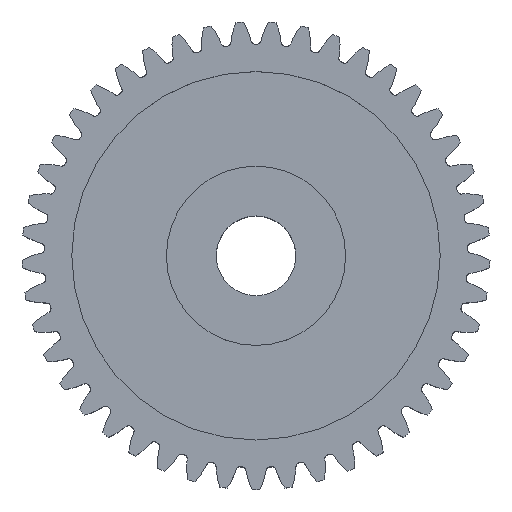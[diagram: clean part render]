
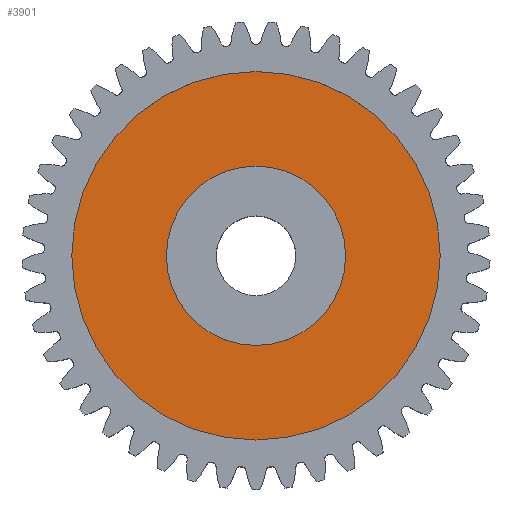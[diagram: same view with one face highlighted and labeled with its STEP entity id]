
A CAD part, top view. The second image highlights one B-rep face of the part: STEP entity #3901.
In plain terms, the highlighted planar face has unit normal (0, 0, 1).
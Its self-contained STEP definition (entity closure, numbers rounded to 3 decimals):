
#873 = EDGE_CURVE ( 'NONE', #877, #882, #5822, .T. ) ;
#877 = VERTEX_POINT ( 'NONE', #5803 ) ;
#882 = VERTEX_POINT ( 'NONE', #5665 ) ;
#891 = VERTEX_POINT ( 'NONE', #5661 ) ;
#892 = VERTEX_POINT ( 'NONE', #5623 ) ;
#894 = EDGE_CURVE ( 'NONE', #891, #892, #5615, .T. ) ;
#3846 = ORIENTED_EDGE ( 'NONE', *, *, #3894, .F. ) ;
#3864 = EDGE_CURVE ( 'NONE', #892, #891, #10100, .T. ) ;
#3894 = EDGE_CURVE ( 'NONE', #882, #877, #10493, .T. ) ;
#3895 = EDGE_LOOP ( 'NONE', ( #3902, #3904 ) ) ;
#3899 = ORIENTED_EDGE ( 'NONE', *, *, #873, .F. ) ;
#3901 = ADVANCED_FACE ( 'NONE', ( #10485, #10487 ), #10480, .F. ) ;
#3902 = ORIENTED_EDGE ( 'NONE', *, *, #894, .T. ) ;
#3904 = ORIENTED_EDGE ( 'NONE', *, *, #3864, .T. ) ;
#3905 = EDGE_LOOP ( 'NONE', ( #3846, #3899 ) ) ;
#5611 = DIRECTION ( 'NONE',  ( -1., 0., 0. ) ) ;
#5612 = DIRECTION ( 'NONE',  ( 0., 0., -1. ) ) ;
#5613 = CARTESIAN_POINT ( 'NONE',  ( 0., 0., 6.8 ) ) ;
#5614 = AXIS2_PLACEMENT_3D ( 'NONE', #5613, #5612, #5611 ) ;
#5615 = CIRCLE ( 'NONE', #5614, 9. ) ;
#5623 = CARTESIAN_POINT ( 'NONE',  ( 9., 0., 6.8 ) ) ;
#5661 = CARTESIAN_POINT ( 'NONE',  ( -9., 0., 6.8 ) ) ;
#5665 = CARTESIAN_POINT ( 'NONE',  ( -18.5, 0., 6.8 ) ) ;
#5768 = CARTESIAN_POINT ( 'NONE',  ( 0., 0., 6.8 ) ) ;
#5803 = CARTESIAN_POINT ( 'NONE',  ( 18.5, 0., 6.8 ) ) ;
#5811 = DIRECTION ( 'NONE',  ( -1., 0., 0. ) ) ;
#5812 = DIRECTION ( 'NONE',  ( 0., 0., -1. ) ) ;
#5814 = AXIS2_PLACEMENT_3D ( 'NONE', #5768, #5812, #5811 ) ;
#5822 = CIRCLE ( 'NONE', #5814, 18.5 ) ;
#10088 = DIRECTION ( 'NONE',  ( -1., 0., 0. ) ) ;
#10089 = DIRECTION ( 'NONE',  ( 0., 0., -1. ) ) ;
#10090 = AXIS2_PLACEMENT_3D ( 'NONE', #10099, #10089, #10088 ) ;
#10099 = CARTESIAN_POINT ( 'NONE',  ( 0., 0., 6.8 ) ) ;
#10100 = CIRCLE ( 'NONE', #10090, 9. ) ;
#10476 = DIRECTION ( 'NONE',  ( -1., 0., 0. ) ) ;
#10477 = DIRECTION ( 'NONE',  ( 0., 0., -1. ) ) ;
#10478 = CARTESIAN_POINT ( 'NONE',  ( 0., 0., 6.8 ) ) ;
#10479 = AXIS2_PLACEMENT_3D ( 'NONE', #10478, #10477, #10476 ) ;
#10480 = PLANE ( 'NONE',  #10479 ) ;
#10485 = FACE_BOUND ( 'NONE', #3895, .T. ) ;
#10487 = FACE_OUTER_BOUND ( 'NONE', #3905, .T. ) ;
#10488 = DIRECTION ( 'NONE',  ( -1., 0., 0. ) ) ;
#10489 = DIRECTION ( 'NONE',  ( 0., 0., -1. ) ) ;
#10490 = CARTESIAN_POINT ( 'NONE',  ( 0., 0., 6.8 ) ) ;
#10491 = AXIS2_PLACEMENT_3D ( 'NONE', #10490, #10489, #10488 ) ;
#10493 = CIRCLE ( 'NONE', #10491, 18.5 ) ;
